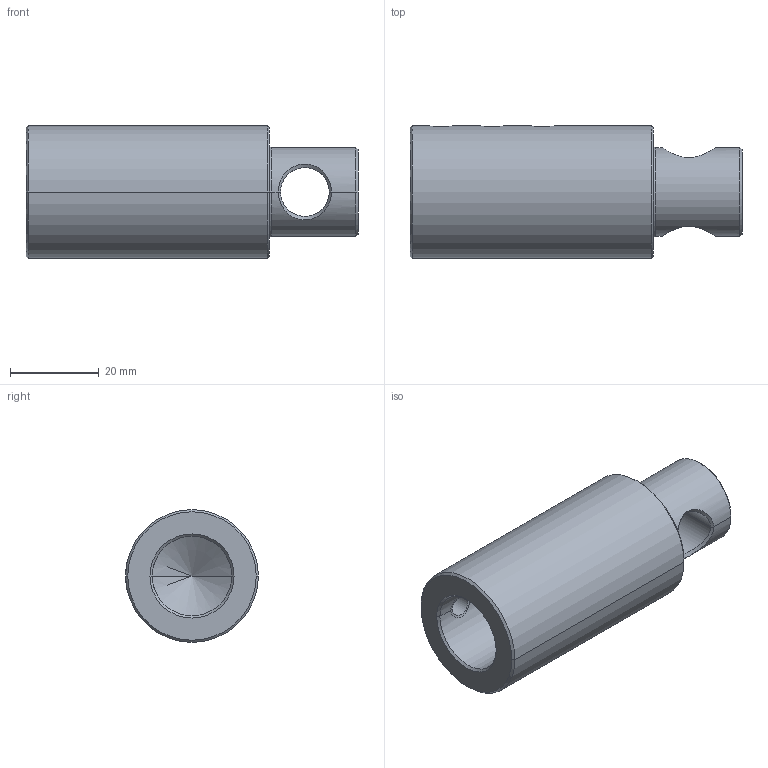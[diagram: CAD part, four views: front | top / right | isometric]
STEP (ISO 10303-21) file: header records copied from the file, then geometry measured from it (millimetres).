
FILE_DESCRIPTION((''),'2;1');
FILE_NAME('10-ACCOUPLEMENT','2024-02-03T18:53:43',('lucie'),('INSA'),'CREO PARAMETRIC BY PTC INC, 2022014','CREO PARAMETRIC BY PTC INC, 2022014','');
FILE_SCHEMA(('CONFIG_CONTROL_DESIGN'));
Length unit declared in the file: millimetre
Products named in the file (1): 10-ACCOUPLEMENT
Bounding box: 75 x 30 x 30 mm (x, y, z)
Volume: 31008.5 mm3; surface area: 11227.6 mm2
Topology: 1 solids, 4 shells, 45 faces, 112 edges, 61 vertices
Faces by surface type: cylinder 20, cone 10, bspline 10, plane 3, torus 2
Entity records: 11588 total; most frequent: CARTESIAN_POINT 10585, ORIENTED_EDGE 208, DIRECTION 168, EDGE_CURVE 110, VERTEX_POINT 61, AXIS2_PLACEMENT_3D 60, VECTOR 48, LINE 48
